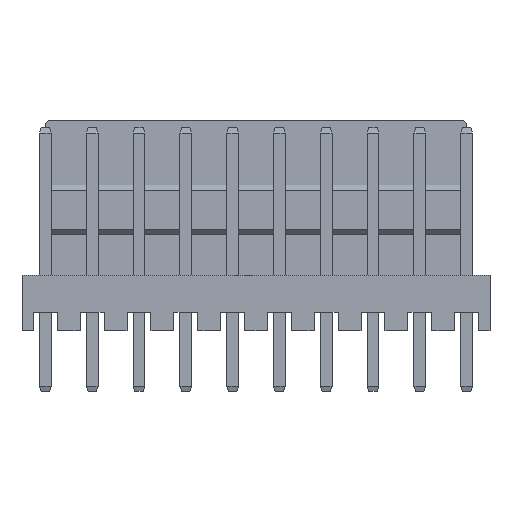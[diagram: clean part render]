
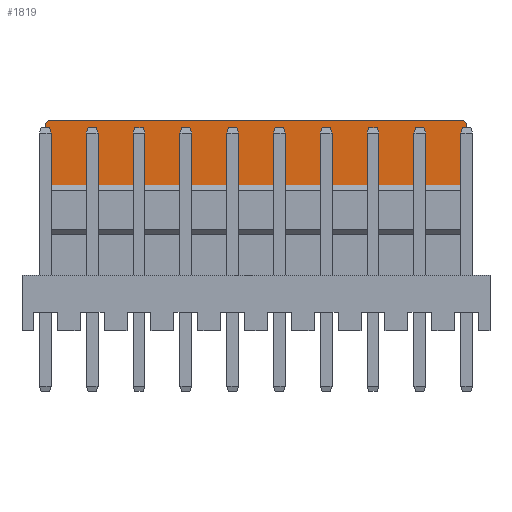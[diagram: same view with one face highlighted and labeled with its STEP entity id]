
A CAD part, front view. The second image highlights one B-rep face of the part: STEP entity #1819.
In plain terms, the highlighted planar face has unit normal (0, -1, 0).
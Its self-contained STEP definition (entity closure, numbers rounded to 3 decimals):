
#25 = DIRECTION ( 'NONE',  ( 0., 0., 1. ) ) ;
#35 = EDGE_CURVE ( 'NONE', #6940, #3060, #438, .T. ) ;
#129 = VERTEX_POINT ( 'NONE', #1146 ) ;
#171 = CIRCLE ( 'NONE', #2835, 0.25 ) ;
#238 = CARTESIAN_POINT ( 'NONE',  ( 22.61, 1.5, 11.4 ) ) ;
#392 = CARTESIAN_POINT ( 'NONE',  ( 0., 1.5, 11.15 ) ) ;
#438 = LINE ( 'NONE', #449, #5753 ) ;
#440 = EDGE_CURVE ( 'NONE', #129, #6814, #6442, .T. ) ;
#449 = CARTESIAN_POINT ( 'NONE',  ( 22.86, 1.5, 11.4 ) ) ;
#704 = EDGE_CURVE ( 'NONE', #6814, #6480, #3308, .T. ) ;
#722 = CIRCLE ( 'NONE', #5674, 0.25 ) ;
#1146 = CARTESIAN_POINT ( 'NONE',  ( 0., 1.5, 7.9 ) ) ;
#1410 = CARTESIAN_POINT ( 'NONE',  ( 22.86, 1.5, 11.15 ) ) ;
#1682 = EDGE_CURVE ( 'NONE', #3060, #6480, #171, .T. ) ;
#1750 = ORIENTED_EDGE ( 'NONE', *, *, #35, .F. ) ;
#1819 = ADVANCED_FACE ( 'NONE', ( #5105 ), #4102, .T. ) ;
#1956 = CARTESIAN_POINT ( 'NONE',  ( 22.61, 1.5, 11.15 ) ) ;
#2084 = ORIENTED_EDGE ( 'NONE', *, *, #440, .T. ) ;
#2104 = ORIENTED_EDGE ( 'NONE', *, *, #5186, .F. ) ;
#2181 = DIRECTION ( 'NONE',  ( 1., 0., 0. ) ) ;
#2265 = ORIENTED_EDGE ( 'NONE', *, *, #5992, .F. ) ;
#2332 = DIRECTION ( 'NONE',  ( 0., 0., -1. ) ) ;
#2510 = ORIENTED_EDGE ( 'NONE', *, *, #1682, .F. ) ;
#2520 = DIRECTION ( 'NONE',  ( 1., 0., 0. ) ) ;
#2532 = DIRECTION ( 'NONE',  ( 0., 0., 1. ) ) ;
#2835 = AXIS2_PLACEMENT_3D ( 'NONE', #1956, #6543, #6522 ) ;
#2879 = EDGE_LOOP ( 'NONE', ( #2510, #1750, #2265, #2104, #2084, #3712 ) ) ;
#2941 = DIRECTION ( 'NONE',  ( 0., -1., 0. ) ) ;
#3060 = VERTEX_POINT ( 'NONE', #238 ) ;
#3068 = VECTOR ( 'NONE', #2532, 1000. ) ;
#3187 = CARTESIAN_POINT ( 'NONE',  ( 22.86, 1.5, 7.9 ) ) ;
#3308 = LINE ( 'NONE', #7244, #5264 ) ;
#3385 = CARTESIAN_POINT ( 'NONE',  ( 22.86, 1.5, 7.9 ) ) ;
#3618 = AXIS2_PLACEMENT_3D ( 'NONE', #4082, #2941, #2332 ) ;
#3712 = ORIENTED_EDGE ( 'NONE', *, *, #704, .T. ) ;
#4082 = CARTESIAN_POINT ( 'NONE',  ( 22.86, 1.5, 7.9 ) ) ;
#4102 = PLANE ( 'NONE',  #3618 ) ;
#4112 = VECTOR ( 'NONE', #2520, 1000. ) ;
#4376 = DIRECTION ( 'NONE',  ( 0., 0., 1. ) ) ;
#4470 = DIRECTION ( 'NONE',  ( 0., 1., 0. ) ) ;
#4952 = LINE ( 'NONE', #5462, #3068 ) ;
#5105 = FACE_OUTER_BOUND ( 'NONE', #2879, .T. ) ;
#5186 = EDGE_CURVE ( 'NONE', #129, #6787, #4952, .T. ) ;
#5264 = VECTOR ( 'NONE', #4376, 1000. ) ;
#5462 = CARTESIAN_POINT ( 'NONE',  ( 0., 1.5, 0. ) ) ;
#5674 = AXIS2_PLACEMENT_3D ( 'NONE', #7327, #4470, #25 ) ;
#5753 = VECTOR ( 'NONE', #2181, 1000. ) ;
#5992 = EDGE_CURVE ( 'NONE', #6787, #6940, #722, .T. ) ;
#6216 = CARTESIAN_POINT ( 'NONE',  ( 0.25, 1.5, 11.4 ) ) ;
#6442 = LINE ( 'NONE', #3187, #4112 ) ;
#6480 = VERTEX_POINT ( 'NONE', #1410 ) ;
#6522 = DIRECTION ( 'NONE',  ( 0., 0., -1. ) ) ;
#6543 = DIRECTION ( 'NONE',  ( 0., 1., 0. ) ) ;
#6787 = VERTEX_POINT ( 'NONE', #392 ) ;
#6814 = VERTEX_POINT ( 'NONE', #3385 ) ;
#6940 = VERTEX_POINT ( 'NONE', #6216 ) ;
#7244 = CARTESIAN_POINT ( 'NONE',  ( 22.86, 1.5, 0. ) ) ;
#7327 = CARTESIAN_POINT ( 'NONE',  ( 0.25, 1.5, 11.15 ) ) ;
